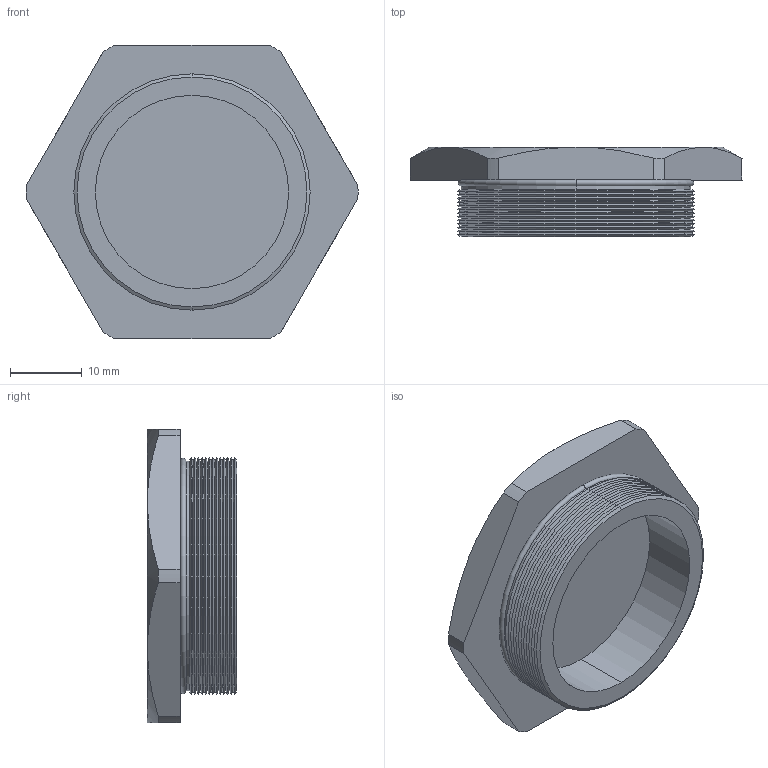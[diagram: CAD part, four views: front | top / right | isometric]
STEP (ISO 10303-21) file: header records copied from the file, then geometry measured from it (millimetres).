
FILE_DESCRIPTION (( 'STEP AP203' ), '1' );
FILE_NAME ('HM-32-SS-B.STEP', '2009-04-01T11:04:34', ( 'BSI00' ), ( '' ), 'SwSTEP 2.0', 'SolidWorks 2007', '' );
FILE_SCHEMA (( 'CONFIG_CONTROL_DESIGN' ));
Length unit declared in the file: inch
Products named in the file (1): HM-32-SS-B
Bounding box: 46.21 x 12.45 x 40.89 mm (x, y, z)
Volume: 8564.6 mm3; surface area: 5656.2 mm2
Topology: 1 solids, 1 shells, 80 faces, 168 edges, 92 vertices
Faces by surface type: cone 58, cylinder 10, plane 10, torus 2
Entity records: 2229 total; most frequent: CARTESIAN_POINT 421, DIRECTION 400, ORIENTED_EDGE 336, EDGE_CURVE 168, AXIS2_PLACEMENT_3D 163, VERTEX_POINT 92, EDGE_LOOP 82, CIRCLE 82
